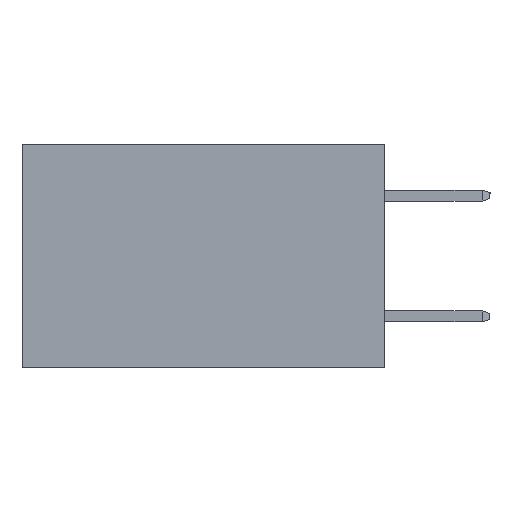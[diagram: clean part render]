
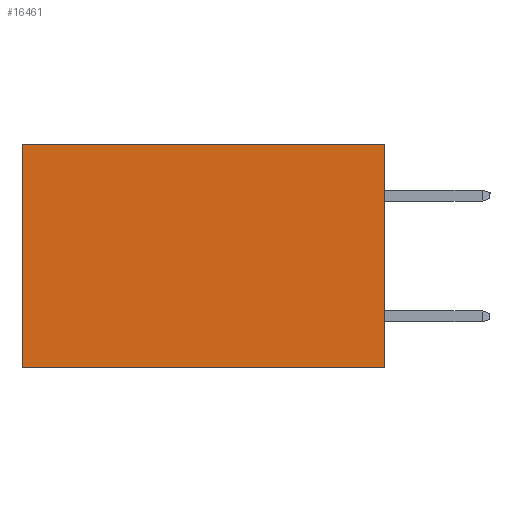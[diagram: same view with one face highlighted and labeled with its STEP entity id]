
A CAD part, left-side view. The second image highlights one B-rep face of the part: STEP entity #16461.
In plain terms, the highlighted planar face has unit normal (-1, 0, 0).
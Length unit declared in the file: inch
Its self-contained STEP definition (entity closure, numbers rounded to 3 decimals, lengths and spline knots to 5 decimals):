
#547 = EDGE_CURVE ( 'NONE', #15440, #20036, #7296, .T. ) ;
#716 = ORIENTED_EDGE ( 'NONE', *, *, #17469, .F. ) ;
#1362 = EDGE_LOOP ( 'NONE', ( #7970, #21902, #716, #18648 ) ) ;
#1849 = VECTOR ( 'NONE', #15760, 39.37008 ) ;
#2533 = CARTESIAN_POINT ( 'NONE',  ( 0.2615, 0., 0. ) ) ;
#4057 = DIRECTION ( 'NONE',  ( 0., 0., -1. ) ) ;
#5929 = LINE ( 'NONE', #16263, #10517 ) ;
#6622 = DIRECTION ( 'NONE',  ( 1., 0., 0. ) ) ;
#7296 = LINE ( 'NONE', #10344, #1849 ) ;
#7970 = ORIENTED_EDGE ( 'NONE', *, *, #547, .T. ) ;
#8849 = DIRECTION ( 'NONE',  ( 0., 0., -1. ) ) ;
#9879 = DIRECTION ( 'NONE',  ( 0., 1., 0. ) ) ;
#9946 = EDGE_CURVE ( 'NONE', #18752, #15440, #10979, .T. ) ;
#10344 = CARTESIAN_POINT ( 'NONE',  ( 0.2615, 0.6, -0.37 ) ) ;
#10517 = VECTOR ( 'NONE', #4057, 39.37008 ) ;
#10769 = CARTESIAN_POINT ( 'NONE',  ( 0.2615, 0.6, 0. ) ) ;
#10979 = LINE ( 'NONE', #2533, #14857 ) ;
#13108 = VERTEX_POINT ( 'NONE', #19189 ) ;
#13510 = LINE ( 'NONE', #15403, #18276 ) ;
#13623 = EDGE_CURVE ( 'NONE', #13108, #20036, #13510, .T. ) ;
#13659 = FACE_OUTER_BOUND ( 'NONE', #1362, .T. ) ;
#14531 = CARTESIAN_POINT ( 'NONE',  ( 0.2615, 0.6, -0.37 ) ) ;
#14857 = VECTOR ( 'NONE', #16272, 39.37008 ) ;
#15403 = CARTESIAN_POINT ( 'NONE',  ( 0.2615, 0., -0.37 ) ) ;
#15440 = VERTEX_POINT ( 'NONE', #10769 ) ;
#15760 = DIRECTION ( 'NONE',  ( 0., 0., -1. ) ) ;
#16263 = CARTESIAN_POINT ( 'NONE',  ( 0.2615, 0., -0.37 ) ) ;
#16272 = DIRECTION ( 'NONE',  ( 0., 1., 0. ) ) ;
#16461 = ADVANCED_FACE ( 'NONE', ( #13659 ), #22748, .F. ) ;
#17469 = EDGE_CURVE ( 'NONE', #18752, #13108, #5929, .T. ) ;
#17657 = CARTESIAN_POINT ( 'NONE',  ( 0.2615, 0., -0.37 ) ) ;
#17937 = CARTESIAN_POINT ( 'NONE',  ( 0.2615, 0., 0. ) ) ;
#18276 = VECTOR ( 'NONE', #9879, 39.37008 ) ;
#18648 = ORIENTED_EDGE ( 'NONE', *, *, #9946, .T. ) ;
#18752 = VERTEX_POINT ( 'NONE', #17937 ) ;
#19189 = CARTESIAN_POINT ( 'NONE',  ( 0.2615, 0., -0.37 ) ) ;
#19500 = AXIS2_PLACEMENT_3D ( 'NONE', #17657, #6622, #8849 ) ;
#20036 = VERTEX_POINT ( 'NONE', #14531 ) ;
#21902 = ORIENTED_EDGE ( 'NONE', *, *, #13623, .F. ) ;
#22748 = PLANE ( 'NONE',  #19500 ) ;
